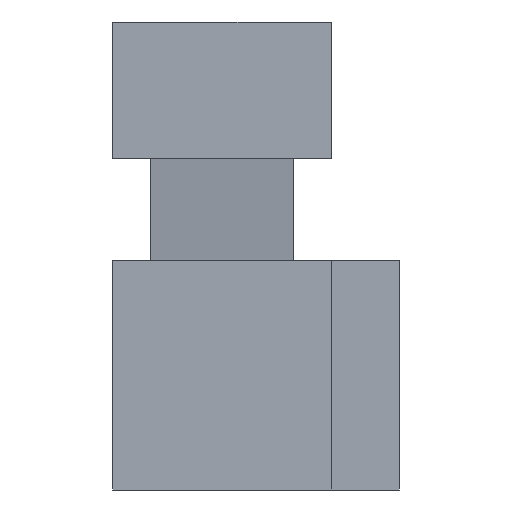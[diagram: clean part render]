
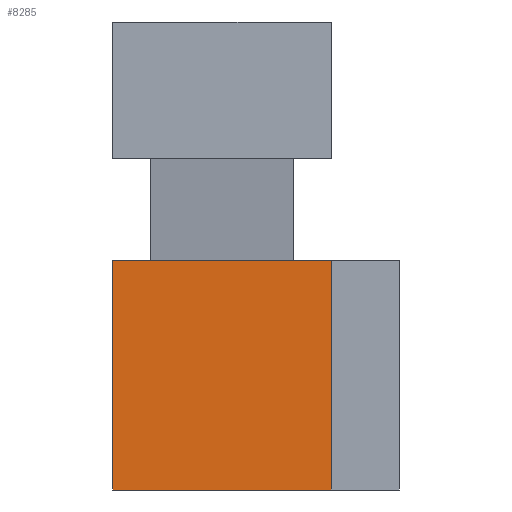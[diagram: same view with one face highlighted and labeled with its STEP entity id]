
A CAD part, left-side view. The second image highlights one B-rep face of the part: STEP entity #8285.
In plain terms, the highlighted planar face has unit normal (-1, 0, 0).
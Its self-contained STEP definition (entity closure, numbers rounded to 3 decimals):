
#1113=ORIENTED_EDGE('',*,*,#2901,.T.);
#1114=ORIENTED_EDGE('',*,*,#3244,.F.);
#1115=ORIENTED_EDGE('',*,*,#2849,.F.);
#1116=ORIENTED_EDGE('',*,*,#3243,.T.);
#2849=EDGE_CURVE('',#4069,#4070,#4859,.T.);
#2901=EDGE_CURVE('',#4122,#4121,#4911,.T.);
#3243=EDGE_CURVE('',#4069,#4122,#5253,.T.);
#3244=EDGE_CURVE('',#4070,#4121,#5254,.T.);
#4069=VERTEX_POINT('',#11618);
#4070=VERTEX_POINT('',#11620);
#4121=VERTEX_POINT('',#11723);
#4122=VERTEX_POINT('',#11725);
#4859=LINE('',#11619,#5875);
#4911=LINE('',#11724,#5927);
#5253=LINE('',#12406,#6269);
#5254=LINE('',#12408,#6270);
#5875=VECTOR('',#9294,1000.);
#5927=VECTOR('',#9348,1000.);
#6269=VECTOR('',#9972,1000.);
#6270=VECTOR('',#9975,1000.);
#7010=EDGE_LOOP('',(#1113,#1114,#1115,#1116));
#7486=FACE_BOUND('',#7010,.T.);
#7938=PLANE('',#8755);
#8285=ADVANCED_FACE('',(#7486),#7938,.F.);
#8755=AXIS2_PLACEMENT_3D('',#12407,#9973,#9974);
#9294=DIRECTION('',(0.,-1.,0.));
#9348=DIRECTION('',(0.,-1.,0.));
#9972=DIRECTION('',(0.,0.,-1.));
#9973=DIRECTION('',(1.,0.,0.));
#9974=DIRECTION('',(0.,0.,-1.));
#9975=DIRECTION('',(0.,0.,-1.));
#11618=CARTESIAN_POINT('',(-5.27,1.525,1.6));
#11619=CARTESIAN_POINT('',(-5.27,1.525,1.6));
#11620=CARTESIAN_POINT('',(-5.27,-1.525,1.6));
#11723=CARTESIAN_POINT('',(-5.27,-1.525,-1.6));
#11724=CARTESIAN_POINT('',(-5.27,1.525,-1.6));
#11725=CARTESIAN_POINT('',(-5.27,1.525,-1.6));
#12406=CARTESIAN_POINT('',(-5.27,1.525,1.6));
#12407=CARTESIAN_POINT('',(-5.27,1.525,1.6));
#12408=CARTESIAN_POINT('',(-5.27,-1.525,1.6));
